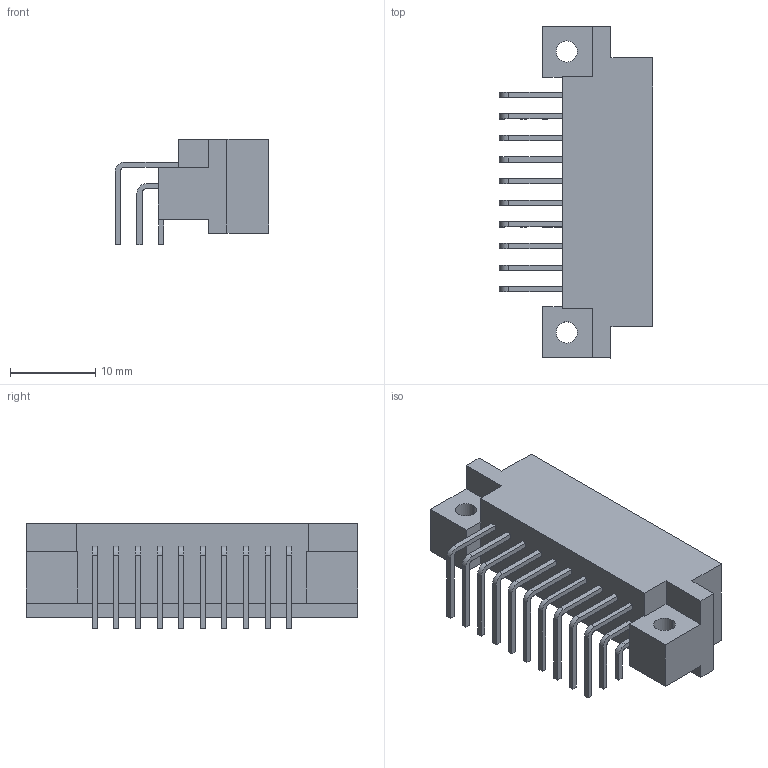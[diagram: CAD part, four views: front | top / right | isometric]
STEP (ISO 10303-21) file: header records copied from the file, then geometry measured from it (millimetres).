
FILE_DESCRIPTION((''),'2;1');
FILE_NAME('EPT_103-80004.stp','2012-05-24T10:40:10',(''),(''),'Mechanical Desktop 2011','Mechanical Desktop 2011',', , ');
FILE_SCHEMA(('AUTOMOTIVE_DESIGN { 1 2 10303 214 1 1 1 1 }'));
Length unit declared in the file: millimetre
Products named in the file (1): Product
Bounding box: 18.02 x 39 x 12.35 mm (x, y, z)
Volume: 2450.9 mm3; surface area: 3644.3 mm2
Topology: 61 solids, 61 shells, 531 faces, 1208 edges, 800 vertices
Faces by surface type: plane 467, cylinder 64
Entity records: 14682 total; most frequent: CARTESIAN_POINT 2540, ORIENTED_EDGE 2416, DIRECTION 2400, EDGE_CURVE 1208, VECTOR 1080, LINE 1080, VERTEX_POINT 800, AXIS2_PLACEMENT_3D 660
